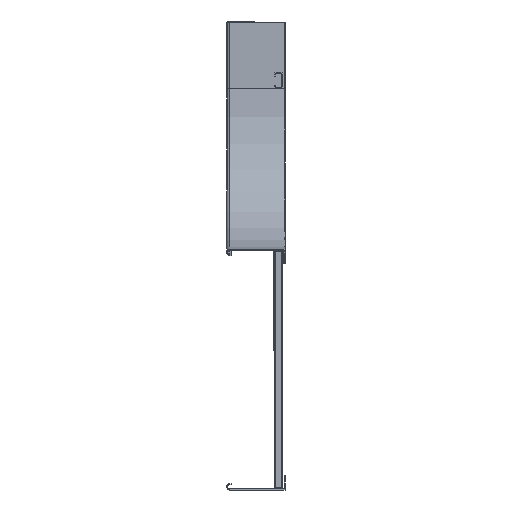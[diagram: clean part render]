
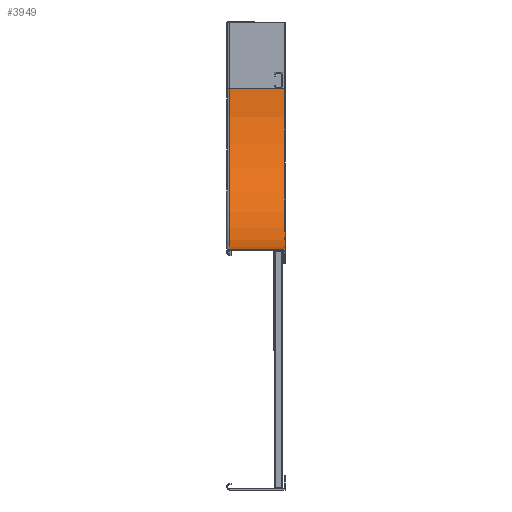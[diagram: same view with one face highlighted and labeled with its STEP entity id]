
A CAD part, left-side view. The second image highlights one B-rep face of the part: STEP entity #3949.
In plain terms, the highlighted cylindrical face has radius 300 mm (diameter 600 mm), a partial arc.
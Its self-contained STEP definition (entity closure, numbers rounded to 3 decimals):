
#209 = LINE ( 'NONE', #5446, #7966 ) ;
#494 = CIRCLE ( 'NONE', #6708, 300. ) ;
#533 = CARTESIAN_POINT ( 'NONE',  ( 300., 104., -425. ) ) ;
#602 = CARTESIAN_POINT ( 'NONE',  ( 0., 104., -125. ) ) ;
#750 = VERTEX_POINT ( 'NONE', #602 ) ;
#751 = VERTEX_POINT ( 'NONE', #7550 ) ;
#1018 = AXIS2_PLACEMENT_3D ( 'NONE', #2179, #6570, #2824 ) ;
#1024 = DIRECTION ( 'NONE',  ( 0., 1., 0. ) ) ;
#1111 = CARTESIAN_POINT ( 'NONE',  ( 300., 0., -425. ) ) ;
#2179 = CARTESIAN_POINT ( 'NONE',  ( 300., 104., -125. ) ) ;
#2792 = EDGE_CURVE ( 'NONE', #750, #3927, #3773, .T. ) ;
#2824 = DIRECTION ( 'NONE',  ( -1., 0., 0. ) ) ;
#3035 = VECTOR ( 'NONE', #4870, 1000. ) ;
#3278 = FACE_OUTER_BOUND ( 'NONE', #5476, .T. ) ;
#3333 = VERTEX_POINT ( 'NONE', #1111 ) ;
#3526 = DIRECTION ( 'NONE',  ( 0., -1., 0. ) ) ;
#3590 = ORIENTED_EDGE ( 'NONE', *, *, #6477, .T. ) ;
#3613 = CARTESIAN_POINT ( 'NONE',  ( 0., 0., -125. ) ) ;
#3773 = CIRCLE ( 'NONE', #1018, 300. ) ;
#3927 = VERTEX_POINT ( 'NONE', #533 ) ;
#3949 = ADVANCED_FACE ( 'NONE', ( #3278 ), #8071, .F. ) ;
#4406 = EDGE_CURVE ( 'NONE', #751, #3333, #494, .T. ) ;
#4462 = ORIENTED_EDGE ( 'NONE', *, *, #4406, .T. ) ;
#4870 = DIRECTION ( 'NONE',  ( 0., 1., 0. ) ) ;
#4952 = DIRECTION ( 'NONE',  ( 0., -1., 0. ) ) ;
#5195 = AXIS2_PLACEMENT_3D ( 'NONE', #7448, #4952, #5593 ) ;
#5446 = CARTESIAN_POINT ( 'NONE',  ( 300., 0., -425. ) ) ;
#5476 = EDGE_LOOP ( 'NONE', ( #6459, #8049, #4462, #3590 ) ) ;
#5593 = DIRECTION ( 'NONE',  ( 0., 0., -1. ) ) ;
#6459 = ORIENTED_EDGE ( 'NONE', *, *, #2792, .F. ) ;
#6477 = EDGE_CURVE ( 'NONE', #3333, #3927, #209, .T. ) ;
#6570 = DIRECTION ( 'NONE',  ( 0., -1., 0. ) ) ;
#6708 = AXIS2_PLACEMENT_3D ( 'NONE', #7289, #3526, #7922 ) ;
#7289 = CARTESIAN_POINT ( 'NONE',  ( 300., 0., -125. ) ) ;
#7448 = CARTESIAN_POINT ( 'NONE',  ( 300., 0., -125. ) ) ;
#7550 = CARTESIAN_POINT ( 'NONE',  ( 0., 0., -125. ) ) ;
#7678 = EDGE_CURVE ( 'NONE', #751, #750, #8035, .T. ) ;
#7922 = DIRECTION ( 'NONE',  ( 0., 0., 1. ) ) ;
#7966 = VECTOR ( 'NONE', #1024, 1000. ) ;
#8035 = LINE ( 'NONE', #3613, #3035 ) ;
#8049 = ORIENTED_EDGE ( 'NONE', *, *, #7678, .F. ) ;
#8071 = CYLINDRICAL_SURFACE ( 'NONE', #5195, 300. ) ;
